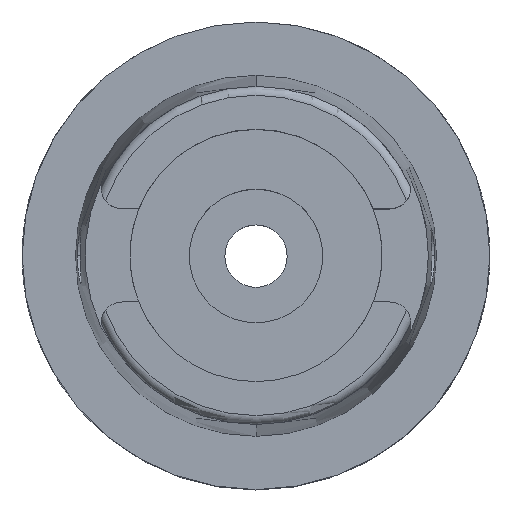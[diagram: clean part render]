
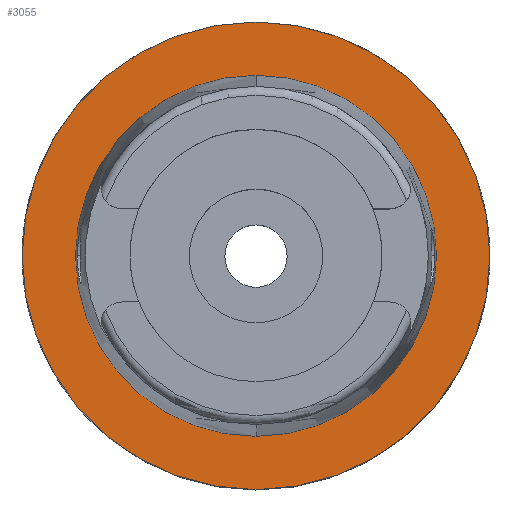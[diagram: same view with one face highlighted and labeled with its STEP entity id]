
A CAD part, top view. The second image highlights one B-rep face of the part: STEP entity #3055.
In plain terms, the highlighted planar face has unit normal (0, 0, 1).
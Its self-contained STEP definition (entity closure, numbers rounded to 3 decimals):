
#638=CARTESIAN_POINT('',(0.,0.,0.));
#639=DIRECTION('',(0.,0.,-1.));
#640=DIRECTION('',(0.,-1.,0.));
#641=AXIS2_PLACEMENT_3D('',#638,#639,#640);
#646=CARTESIAN_POINT('',(0.,0.,0.));
#647=DIRECTION('',(0.,0.,-1.));
#648=DIRECTION('',(0.,1.,0.));
#649=AXIS2_PLACEMENT_3D('',#646,#647,#648);
#654=CARTESIAN_POINT('',(0.,0.,0.));
#655=DIRECTION('',(0.,0.,1.));
#656=DIRECTION('',(0.,-1.,0.));
#657=AXIS2_PLACEMENT_3D('',#654,#655,#656);
#662=CARTESIAN_POINT('',(0.,0.,0.));
#663=DIRECTION('',(0.,0.,1.));
#664=DIRECTION('',(0.,1.,0.));
#665=AXIS2_PLACEMENT_3D('',#662,#663,#664);
#2391=CARTESIAN_POINT('',(0.,-24.315,0.));
#2392=VERTEX_POINT('',#2391);
#2393=CARTESIAN_POINT('',(0.,24.315,0.));
#2394=VERTEX_POINT('',#2393);
#2663=CARTESIAN_POINT('',(0.,31.5,0.));
#2664=VERTEX_POINT('',#2663);
#2665=CARTESIAN_POINT('',(0.,-31.5,0.));
#2666=VERTEX_POINT('',#2665);
#3040=CARTESIAN_POINT('',(0.,0.,0.));
#3041=DIRECTION('',(0.,0.,1.));
#3042=DIRECTION('',(0.,1.,0.));
#3043=AXIS2_PLACEMENT_3D('',#3040,#3041,#3042);
#3044=PLANE('',#3043);
#3046=ORIENTED_EDGE('',*,*,#3045,.T.);
#3048=ORIENTED_EDGE('',*,*,#3047,.T.);
#3049=EDGE_LOOP('',(#3046,#3048));
#3050=FACE_OUTER_BOUND('',#3049,.F.);
#3051=ORIENTED_EDGE('',*,*,#2998,.T.);
#3052=ORIENTED_EDGE('',*,*,#2787,.T.);
#3053=EDGE_LOOP('',(#3051,#3052));
#3054=FACE_BOUND('',#3053,.F.);
#642=CIRCLE('',#641,31.5);
#650=CIRCLE('',#649,31.5);
#658=CIRCLE('',#657,24.315);
#666=CIRCLE('',#665,24.315);
#2787=EDGE_CURVE('',#2394,#2392,#666,.T.);
#2998=EDGE_CURVE('',#2392,#2394,#658,.T.);
#3045=EDGE_CURVE('',#2666,#2664,#642,.T.);
#3047=EDGE_CURVE('',#2664,#2666,#650,.T.);
#3055=ADVANCED_FACE('',(#3050,#3054),#3044,.T.);
